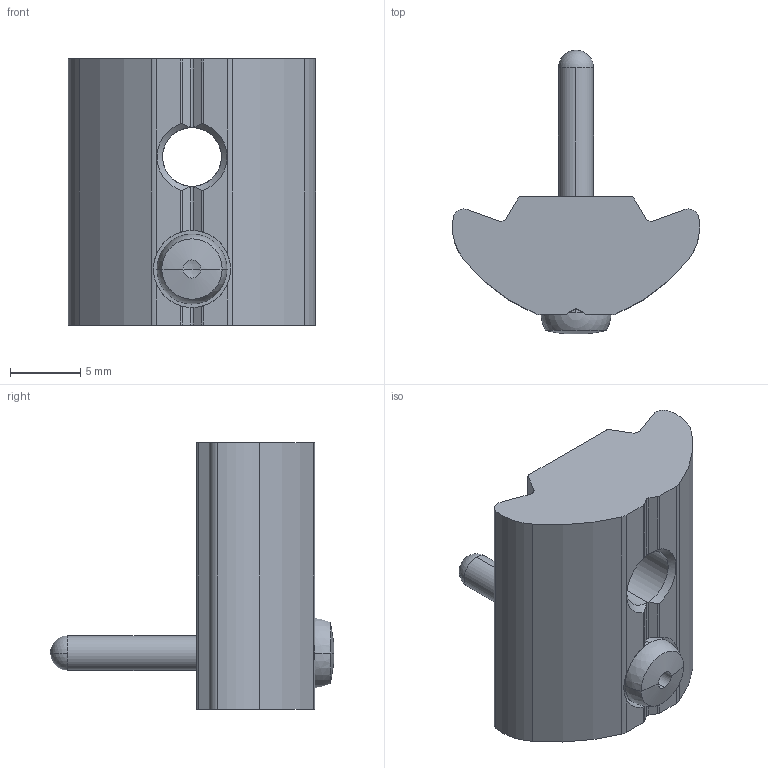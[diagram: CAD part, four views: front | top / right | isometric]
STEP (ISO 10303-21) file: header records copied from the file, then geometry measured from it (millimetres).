
FILE_DESCRIPTION (( 'STEP AP214' ), '1' );
FILE_NAME ('M5x0.8 20mm 1-Hole Offset Std Nut wFriction Spring & Handle Kit.STEP', '2025-04-07T15:18:11', ( '' ), ( '' ), 'SwSTEP 2.0', 'SolidWorks 2020', '' );
FILE_SCHEMA (( 'AUTOMOTIVE_DESIGN' ));
Length unit declared in the file: millimetre
Products named in the file (1): M5x0.8 20mm 1-Hole Offset Std Nut wFriction Spring & Handle Kit
Bounding box: 17.65 x 20.25 x 19 mm (x, y, z)
Volume: 2077.7 mm3; surface area: 1487.4 mm2
Topology: 2 solids, 2 shells, 75 faces, 205 edges, 130 vertices
Faces by surface type: cylinder 36, plane 19, cone 8, sphere 8, torus 4
Entity records: 3279 total; most frequent: CARTESIAN_POINT 505, DIRECTION 417, ORIENTED_EDGE 402, EDGE_CURVE 201, AXIS2_PLACEMENT_3D 170, VERTEX_POINT 130, CIRCLE 94, UNCERTAINTY_MEASURE_WITH_UNIT 79
